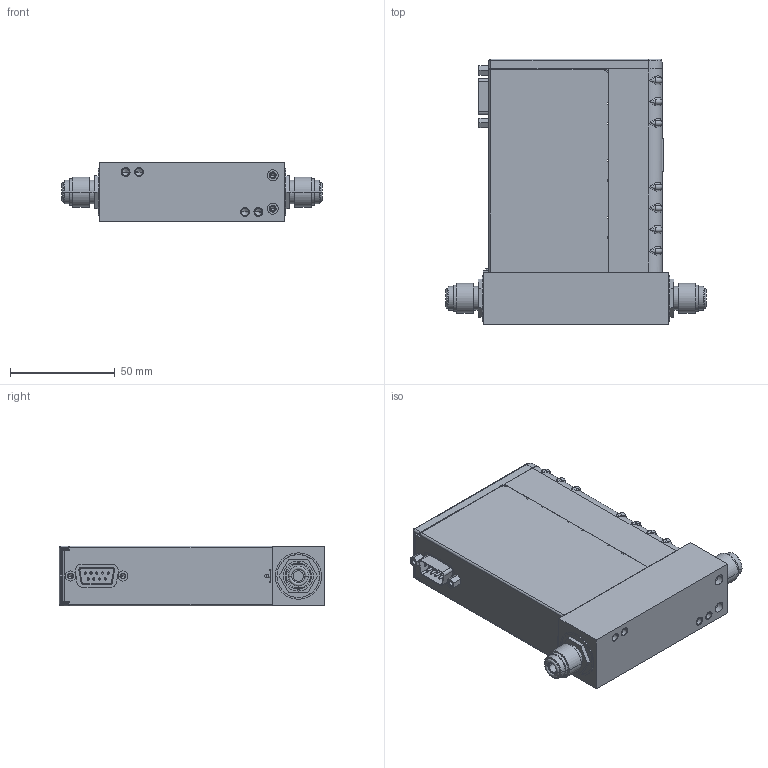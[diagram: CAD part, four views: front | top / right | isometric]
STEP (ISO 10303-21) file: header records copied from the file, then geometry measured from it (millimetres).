
FILE_DESCRIPTION((''),'2;1');
FILE_NAME('PFCA_4VCR_9-PIN_ASM','2015-04-29T',('cockrofm'),(''),'PRO/ENGINEER BY PARAMETRIC TECHNOLOGY CORPORATION, 2011490','PRO/ENGINEER BY PARAMETRIC TECHNOLOGY CORPORATION, 2011490','');
FILE_SCHEMA(('CONFIG_CONTROL_DESIGN'));
Length unit declared in the file: inch
Products named in the file (26): 133141_FLOWBODY; 133140_4VCR_FITTING_2; 132101-P1_AFTER-MACHINING; 160-0086; 114-9989_CONN_RJ45_2; 133185-G2; 132373_ANALOG_PWR-SENSOR-BD_ASM_ASM; 134377-P4_9PIN_PIMFC; MANIFOLD_SOLID_BREP_32014; MANIFOLD_SOLID_BREP_32102; MANIFOLD_SOLID_BREP_32190; MANIFOLD_SOLID_BREP_32278; MANIFOLD_SOLID_BREP_32366; MANIFOLD_SOLID_BREP_32454; MANIFOLD_SOLID_BREP_32542; MANIFOLD_SOLID_BREP_32630; MANIFOLD_SOLID_BREP_32718; MANIFOLD_SOLID_BREP_32806; _110-9987_MFR-PART_MD9M3S000; 110-9987_MFR-PART_MD9M3S000_ASM; 133995-G3_ASSY-VIEW_ASM_ASM; 134101-P1_PI-MFC; 160-0172_JACKSCREW_316X316_4-40; 134100-P1_LABEL-POSITION1; 133435_4VCR_9PIN_ANALOG_ASM_ASM; PFCA_4VCR_9-PIN_ASM
Assembly tree (29 placements, depth 5):
  PFCA_4VCR_9-PIN_ASM
    133435_4VCR_9PIN_ANALOG_ASM_ASM
      133141_FLOWBODY
      133140_4VCR_FITTING_2  x2
      132101-P1_AFTER-MACHINING
      160-0086  x3
      114-9989_CONN_RJ45_2
      133185-G2
      133995-G3_ASSY-VIEW_ASM_ASM
        132373_ANALOG_PWR-SENSOR-BD_ASM_ASM
        134377-P4_9PIN_PIMFC
        110-9987_MFR-PART_MD9M3S000_ASM
          MANIFOLD_SOLID_BREP_32014
          MANIFOLD_SOLID_BREP_32102
          MANIFOLD_SOLID_BREP_32190
          MANIFOLD_SOLID_BREP_32278
          MANIFOLD_SOLID_BREP_32366
          MANIFOLD_SOLID_BREP_32454
          MANIFOLD_SOLID_BREP_32542
          MANIFOLD_SOLID_BREP_32630
          MANIFOLD_SOLID_BREP_32718
          MANIFOLD_SOLID_BREP_32806
          _110-9987_MFR-PART_MD9M3S000
      134101-P1_PI-MFC
      160-0172_JACKSCREW_316X316_4-40  x2
      134100-P1_LABEL-POSITION1
Bounding box: 123.95 x 126.75 x 28.57 mm (x, y, z)
Volume: 99638 mm3; surface area: 73264.7 mm2
Topology: 24 solids, 39 shells, 1122 faces, 2754 edges, 1741 vertices
Faces by surface type: cylinder 540, plane 410, bspline 90, cone 50, torus 28, sphere 4
Entity records: 33216 total; most frequent: CARTESIAN_POINT 9812, ORIENTED_EDGE 4736, DIRECTION 4692, EDGE_CURVE 2392, AXIS2_PLACEMENT_3D 1738, VERTEX_POINT 1551, VECTOR 1216, LINE 1216
